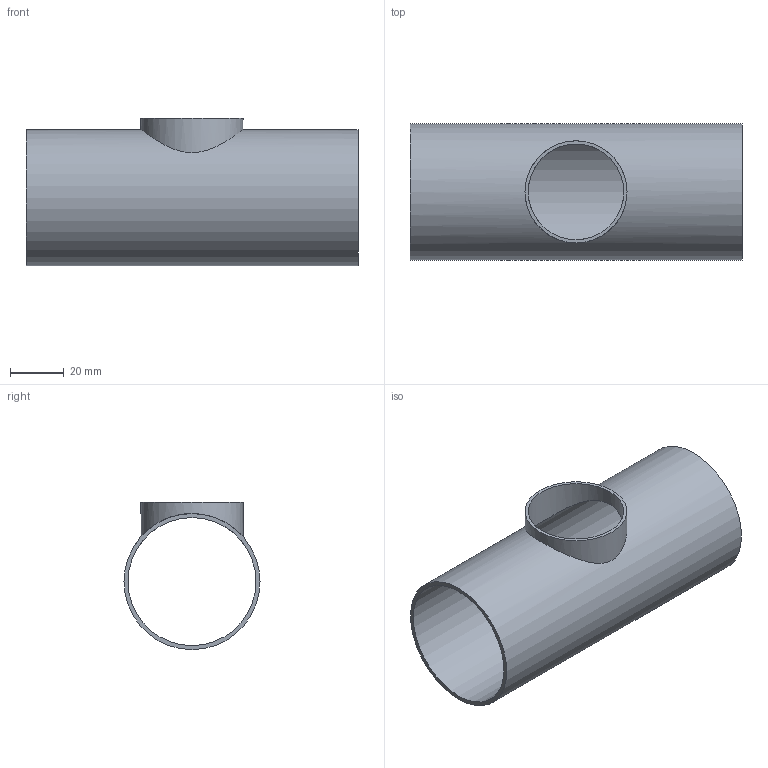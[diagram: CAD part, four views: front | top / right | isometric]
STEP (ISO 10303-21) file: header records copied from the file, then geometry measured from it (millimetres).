
FILE_DESCRIPTION(/* description */ (''),/* implementation_level */ '2;1');
FILE_NAME(/* name */ 'T-8 20×15.stp',/* time_stamp */ '2022-04-28T09:31:52+09:00',/* author */ ('3dcad-eng'),/* organization */ (''),/* preprocessor_version */ 'ST-DEVELOPER v18.1',/* originating_system */ 'Autodesk Inventor 2022',/* authorisation */ '');
FILE_SCHEMA (('AUTOMOTIVE_DESIGN { 1 0 10303 214 3 1 1 }'));
Length unit declared in the file: millimetre
Products named in the file (1): T-8 20×15
Bounding box: 124 x 50.8 x 55 mm (x, y, z)
Volume: 28291.9 mm3; surface area: 38733.7 mm2
Topology: 1 solids, 1 shells, 7 faces, 14 edges, 10 vertices
Faces by surface type: cylinder 4, plane 3
Full cylindrical faces by diameter (mm): 35.7 x1, 38.1 x1, 47.8 x1, 50.8 x1
Entity records: 363 total; most frequent: CARTESIAN_POINT 164, DIRECTION 32, ORIENTED_EDGE 28, EDGE_CURVE 14, AXIS2_PLACEMENT_3D 14, EDGE_LOOP 12, VERTEX_POINT 10, FACE_OUTER_BOUND 7
